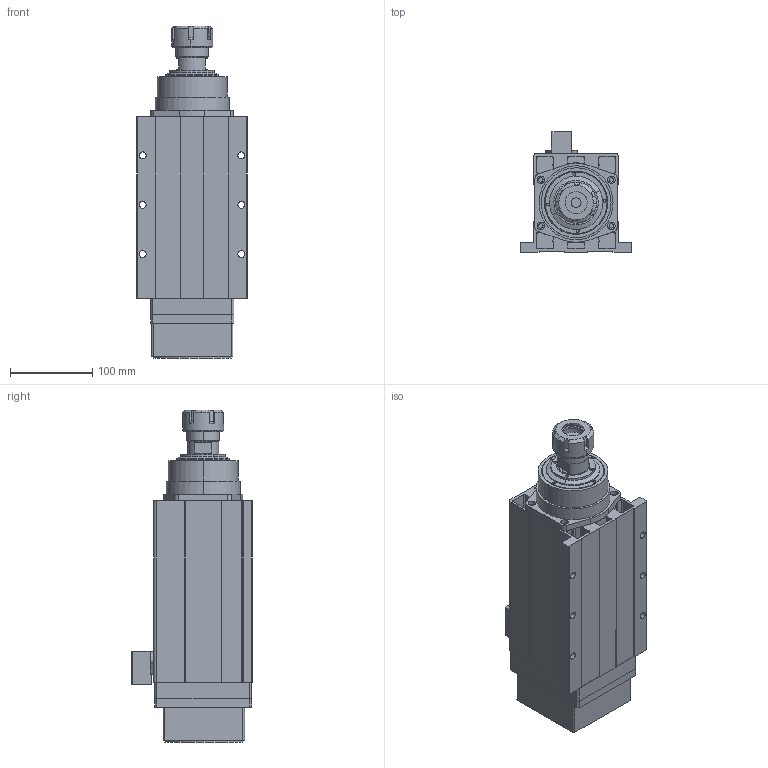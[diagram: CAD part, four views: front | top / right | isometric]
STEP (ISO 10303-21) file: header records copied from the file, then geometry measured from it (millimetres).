
FILE_DESCRIPTION (( 'STEP AP214' ), '1' );
FILE_NAME ('GDF60-18Z-5.5諉盄碟湍褐遴.STEP', '2024-07-19T09:21:45', ( '00' ), ( '' ), 'SwSTEP 2.0', 'SolidWorks 2018', '' );
FILE_SCHEMA (( 'AUTOMOTIVE_DESIGN' ));
Length unit declared in the file: millimetre
Products named in the file (12): GDF60-18Z-6.0-03 傷裔25; 瑞欶綴結啣; GDF60-18Z-6.0-01 躇猾裔; GDF60-18Z-6.0-07 粣芛; 瑤脣; ER32-12 粟俶芠標; GDF60-18Z-5.5諉盄碟湍褐遴; 瑞欶結啣; GDF60-18Z-6.0-02 ヶ裔; ER32樓綠蹟簽; GDF60-18Z-5.5(4.0)瑞欶SLDPRT; GDF60-18Z-6.0 儂褲湍褐
Assembly tree (11 placements, depth 2):
  GDF60-18Z-5.5諉盄碟湍褐遴
    GDF60-18Z-6.0-03 傷裔25
    GDF60-18Z-6.0-01 躇猾裔
    GDF60-18Z-6.0-07 粣芛
    GDF60-18Z-6.0-02 ヶ裔
    ER32-12 粟俶芠標
    ER32樓綠蹟簽
    瑞欶綴結啣
    瑞欶結啣
    GDF60-18Z-5.5(4.0)瑞欶SLDPRT
    GDF60-18Z-6.0 儂褲湍褐
    瑤脣
Bounding box: 135 x 147 x 404 mm (x, y, z)
Volume: 2080855.5 mm3; surface area: 459515.9 mm2
Topology: 11 solids, 11 shells, 377 faces, 952 edges, 628 vertices
Faces by surface type: plane 185, cylinder 170, cone 22
Entity records: 15967 total; most frequent: DIRECTION 2088, CARTESIAN_POINT 2057, ORIENTED_EDGE 1904, EDGE_CURVE 952, AXIS2_PLACEMENT_3D 771, VERTEX_POINT 628, LINE 546, VECTOR 546
